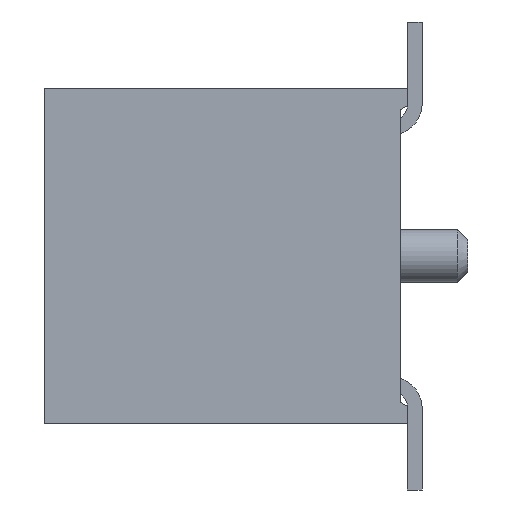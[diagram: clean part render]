
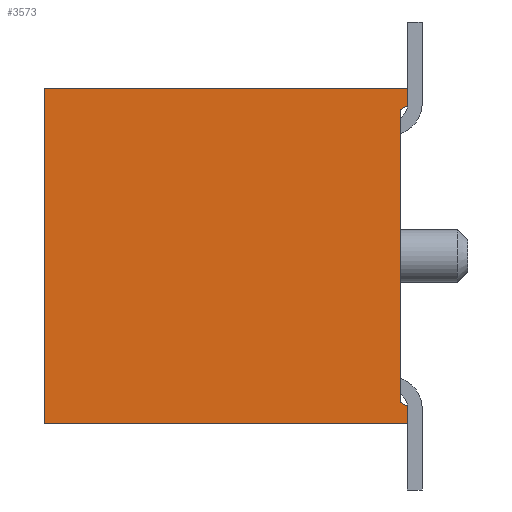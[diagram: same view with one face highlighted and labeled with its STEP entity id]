
A CAD part, left-side view. The second image highlights one B-rep face of the part: STEP entity #3573.
In plain terms, the highlighted planar face has unit normal (-1, 0, 0).
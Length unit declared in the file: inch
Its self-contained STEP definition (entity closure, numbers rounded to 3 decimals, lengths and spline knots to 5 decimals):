
#86 = VERTEX_POINT ( 'NONE', #4160 ) ;
#110 = VERTEX_POINT ( 'NONE', #4177 ) ;
#186 = EDGE_CURVE ( 'NONE', #86, #852, #4328, .T. ) ;
#196 = EDGE_CURVE ( 'NONE', #879, #110, #4312, .T. ) ;
#393 = EDGE_CURVE ( 'NONE', #86, #402, #4674, .T. ) ;
#402 = VERTEX_POINT ( 'NONE', #4718 ) ;
#403 = EDGE_CURVE ( 'NONE', #404, #110, #4717, .T. ) ;
#404 = VERTEX_POINT ( 'NONE', #4713 ) ;
#852 = VERTEX_POINT ( 'NONE', #5475 ) ;
#859 = EDGE_CURVE ( 'NONE', #852, #879, #5464, .T. ) ;
#879 = VERTEX_POINT ( 'NONE', #5491 ) ;
#3450 = VERTEX_POINT ( 'NONE', #9440 ) ;
#3455 = VERTEX_POINT ( 'NONE', #9493 ) ;
#3494 = ORIENTED_EDGE ( 'NONE', *, *, #3531, .F. ) ;
#3495 = ORIENTED_EDGE ( 'NONE', *, *, #3568, .T. ) ;
#3497 = ORIENTED_EDGE ( 'NONE', *, *, #403, .T. ) ;
#3508 = EDGE_CURVE ( 'NONE', #3455, #402, #9537, .T. ) ;
#3531 = EDGE_CURVE ( 'NONE', #3450, #3455, #9571, .T. ) ;
#3552 = ORIENTED_EDGE ( 'NONE', *, *, #393, .T. ) ;
#3562 = ORIENTED_EDGE ( 'NONE', *, *, #3508, .F. ) ;
#3567 = ORIENTED_EDGE ( 'NONE', *, *, #859, .F. ) ;
#3568 = EDGE_CURVE ( 'NONE', #3450, #404, #9587, .T. ) ;
#3572 = ORIENTED_EDGE ( 'NONE', *, *, #186, .F. ) ;
#3573 = ADVANCED_FACE ( 'NONE', ( #9639 ), #9645, .F. ) ;
#3574 = EDGE_LOOP ( 'NONE', ( #3497, #3575, #3567, #3572, #3552, #3562, #3494, #3495 ) ) ;
#3575 = ORIENTED_EDGE ( 'NONE', *, *, #196, .F. ) ;
#4160 = CARTESIAN_POINT ( 'NONE',  ( -0.23622, -0.085, 0.0704 ) ) ;
#4177 = CARTESIAN_POINT ( 'NONE',  ( -0.23622, -0.085, -0.0704 ) ) ;
#4309 = DIRECTION ( 'NONE',  ( 0., -0.866, -0.5 ) ) ;
#4310 = VECTOR ( 'NONE', #4309, 39.37008 ) ;
#4311 = CARTESIAN_POINT ( 'NONE',  ( -0.23622, -0.0817, -0.06849 ) ) ;
#4312 = LINE ( 'NONE', #4311, #4310 ) ;
#4319 = DIRECTION ( 'NONE',  ( 0., 0.866, -0.5 ) ) ;
#4320 = VECTOR ( 'NONE', #4319, 39.37008 ) ;
#4321 = CARTESIAN_POINT ( 'NONE',  ( -0.23622, -0.085, 0.0704 ) ) ;
#4328 = LINE ( 'NONE', #4321, #4320 ) ;
#4671 = DIRECTION ( 'NONE',  ( 0., 0., 1. ) ) ;
#4672 = VECTOR ( 'NONE', #4671, 39.37008 ) ;
#4673 = CARTESIAN_POINT ( 'NONE',  ( -0.23622, -0.085, -0.0785 ) ) ;
#4674 = LINE ( 'NONE', #4673, #4672 ) ;
#4713 = CARTESIAN_POINT ( 'NONE',  ( -0.23622, -0.085, -0.0785 ) ) ;
#4714 = DIRECTION ( 'NONE',  ( 0., 0., 1. ) ) ;
#4715 = VECTOR ( 'NONE', #4714, 39.37008 ) ;
#4716 = CARTESIAN_POINT ( 'NONE',  ( -0.23622, -0.085, -0.0785 ) ) ;
#4717 = LINE ( 'NONE', #4716, #4715 ) ;
#4718 = CARTESIAN_POINT ( 'NONE',  ( -0.23622, -0.085, 0.0785 ) ) ;
#5461 = DIRECTION ( 'NONE',  ( 0., 0., -1. ) ) ;
#5462 = VECTOR ( 'NONE', #5461, 39.37008 ) ;
#5463 = CARTESIAN_POINT ( 'NONE',  ( -0.23622, -0.0817, 0.06849 ) ) ;
#5464 = LINE ( 'NONE', #5463, #5462 ) ;
#5475 = CARTESIAN_POINT ( 'NONE',  ( -0.23622, -0.0817, 0.06849 ) ) ;
#5491 = CARTESIAN_POINT ( 'NONE',  ( -0.23622, -0.0817, -0.06849 ) ) ;
#9440 = CARTESIAN_POINT ( 'NONE',  ( -0.23622, 0.085, -0.0785 ) ) ;
#9493 = CARTESIAN_POINT ( 'NONE',  ( -0.23622, 0.085, 0.0785 ) ) ;
#9534 = DIRECTION ( 'NONE',  ( 0., -1., 0. ) ) ;
#9535 = VECTOR ( 'NONE', #9534, 39.37008 ) ;
#9536 = CARTESIAN_POINT ( 'NONE',  ( -0.23622, 0.085, 0.0785 ) ) ;
#9537 = LINE ( 'NONE', #9536, #9535 ) ;
#9568 = DIRECTION ( 'NONE',  ( 0., 0., 1. ) ) ;
#9569 = VECTOR ( 'NONE', #9568, 39.37008 ) ;
#9570 = CARTESIAN_POINT ( 'NONE',  ( -0.23622, 0.085, -0.0785 ) ) ;
#9571 = LINE ( 'NONE', #9570, #9569 ) ;
#9587 = LINE ( 'NONE', #9649, #9648 ) ;
#9634 = DIRECTION ( 'NONE',  ( 0., 0., -1. ) ) ;
#9635 = DIRECTION ( 'NONE',  ( 1., 0., 0. ) ) ;
#9637 = CARTESIAN_POINT ( 'NONE',  ( -0.23622, 0.085, -0.0785 ) ) ;
#9638 = AXIS2_PLACEMENT_3D ( 'NONE', #9637, #9635, #9634 ) ;
#9639 = FACE_OUTER_BOUND ( 'NONE', #3574, .T. ) ;
#9645 = PLANE ( 'NONE',  #9638 ) ;
#9647 = DIRECTION ( 'NONE',  ( 0., -1., 0. ) ) ;
#9648 = VECTOR ( 'NONE', #9647, 39.37008 ) ;
#9649 = CARTESIAN_POINT ( 'NONE',  ( -0.23622, 0.085, -0.0785 ) ) ;
